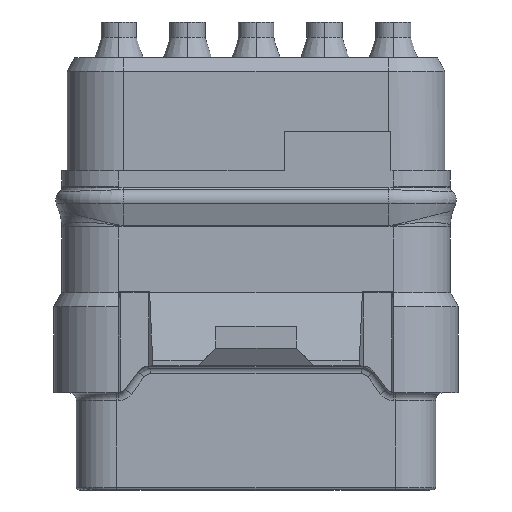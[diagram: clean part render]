
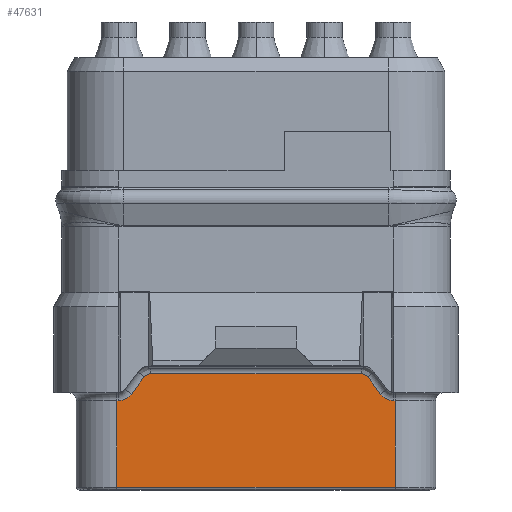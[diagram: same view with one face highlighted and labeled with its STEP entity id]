
A CAD part, front view. The second image highlights one B-rep face of the part: STEP entity #47631.
In plain terms, the highlighted planar face has unit normal (0, -1, 0).
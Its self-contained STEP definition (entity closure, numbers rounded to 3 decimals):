
#889=DIRECTION('',(-1.,0.,0.));
#890=VECTOR('',#889,0.06);
#891=CARTESIAN_POINT('',(-5.1,-5.81,-8.53));
#892=LINE('',#891,#890);
#903=CARTESIAN_POINT('',(-5.1,-5.81,-7.93));
#904=DIRECTION('',(0.,1.,0.));
#905=DIRECTION('',(0.8,0.,-0.6));
#906=AXIS2_PLACEMENT_3D('',#903,#904,#905);
#1537=CARTESIAN_POINT('',(5.1,-5.81,-7.93));
#1538=DIRECTION('',(0.,1.,0.));
#1539=DIRECTION('',(0.,0.,-1.));
#1540=AXIS2_PLACEMENT_3D('',#1537,#1538,#1539);
#1870=DIRECTION('',(0.,0.,-1.));
#1871=VECTOR('',#1870,3.21);
#1872=CARTESIAN_POINT('',(-5.16,-5.81,-8.53));
#1873=LINE('',#1872,#1871);
#1874=DIRECTION('',(0.,0.,-1.));
#1875=VECTOR('',#1874,3.21);
#1876=CARTESIAN_POINT('',(5.16,-5.81,-8.53));
#1877=LINE('',#1876,#1875);
#1887=DIRECTION('',(-0.6,0.,-0.8));
#1888=VECTOR('',#1887,0.8);
#1889=CARTESIAN_POINT('',(-4.14,-5.81,-7.65));
#1890=LINE('',#1889,#1888);
#1904=CARTESIAN_POINT('',(-3.9,-5.81,-7.83));
#1905=DIRECTION('',(0.,-1.,0.));
#1906=DIRECTION('',(0.,0.,1.));
#1907=AXIS2_PLACEMENT_3D('',#1904,#1905,#1906);
#1976=CARTESIAN_POINT('',(3.9,-5.81,-7.83));
#1977=DIRECTION('',(0.,-1.,0.));
#1978=DIRECTION('',(0.8,0.,0.6));
#1979=AXIS2_PLACEMENT_3D('',#1976,#1977,#1978);
#2042=DIRECTION('',(-1.,0.,0.));
#2043=VECTOR('',#2042,7.8);
#2044=CARTESIAN_POINT('',(3.9,-5.81,-7.53));
#2045=LINE('',#2044,#2043);
#2059=DIRECTION('',(-0.6,0.,0.8));
#2060=VECTOR('',#2059,0.8);
#2061=CARTESIAN_POINT('',(4.62,-5.81,-8.29));
#2062=LINE('',#2061,#2060);
#2068=DIRECTION('',(-1.,0.,0.));
#2069=VECTOR('',#2068,0.06);
#2070=CARTESIAN_POINT('',(5.16,-5.81,-8.53));
#2071=LINE('',#2070,#2069);
#4115=DIRECTION('',(-1.,0.,0.));
#4116=VECTOR('',#4115,10.32);
#4117=CARTESIAN_POINT('',(5.16,-5.81,-11.74));
#4118=LINE('',#4117,#4116);
#36304=CARTESIAN_POINT('',(5.16,-5.81,-11.74));
#36305=VERTEX_POINT('',#36304);
#36308=CARTESIAN_POINT('',(-5.16,-5.81,-11.74));
#36309=VERTEX_POINT('',#36308);
#36386=CARTESIAN_POINT('',(-5.16,-5.81,-8.53));
#36387=VERTEX_POINT('',#36386);
#36388=CARTESIAN_POINT('',(-5.1,-5.81,-8.53));
#36389=VERTEX_POINT('',#36388);
#36390=CARTESIAN_POINT('',(-4.62,-5.81,-8.29));
#36391=VERTEX_POINT('',#36390);
#36396=CARTESIAN_POINT('',(-4.14,-5.81,-7.65));
#36397=VERTEX_POINT('',#36396);
#36398=CARTESIAN_POINT('',(-3.9,-5.81,-7.53));
#36399=VERTEX_POINT('',#36398);
#36400=CARTESIAN_POINT('',(3.9,-5.81,-7.53));
#36401=VERTEX_POINT('',#36400);
#36402=CARTESIAN_POINT('',(4.14,-5.81,-7.65));
#36403=VERTEX_POINT('',#36402);
#36408=CARTESIAN_POINT('',(4.62,-5.81,-8.29));
#36409=VERTEX_POINT('',#36408);
#36410=CARTESIAN_POINT('',(5.1,-5.81,-8.53));
#36411=VERTEX_POINT('',#36410);
#36412=CARTESIAN_POINT('',(5.16,-5.81,-8.53));
#36413=VERTEX_POINT('',#36412);
#47604=CARTESIAN_POINT('',(5.16,-5.81,-8.23));
#47605=DIRECTION('',(0.,-1.,0.));
#47606=DIRECTION('',(-1.,0.,0.));
#47607=AXIS2_PLACEMENT_3D('',#47604,#47605,#47606);
#47608=PLANE('',#47607);
#47609=ORIENTED_EDGE('',*,*,#46053,.F.);
#47610=ORIENTED_EDGE('',*,*,#46071,.F.);
#47612=ORIENTED_EDGE('',*,*,#47611,.F.);
#47614=ORIENTED_EDGE('',*,*,#47613,.F.);
#47616=ORIENTED_EDGE('',*,*,#47615,.F.);
#47618=ORIENTED_EDGE('',*,*,#47617,.F.);
#47620=ORIENTED_EDGE('',*,*,#47619,.F.);
#47621=ORIENTED_EDGE('',*,*,#47144,.F.);
#47623=ORIENTED_EDGE('',*,*,#47622,.F.);
#47625=ORIENTED_EDGE('',*,*,#47624,.T.);
#47627=ORIENTED_EDGE('',*,*,#47626,.T.);
#47628=ORIENTED_EDGE('',*,*,#47596,.F.);
#47629=EDGE_LOOP('',(#47609,#47610,#47612,#47614,#47616,#47618,#47620,#47621,
#47623,#47625,#47627,#47628));
#47630=FACE_OUTER_BOUND('',#47629,.F.);
#47631=ADVANCED_FACE('',(#47630),#47608,.T.);
#907=CIRCLE('',#906,0.6);
#1541=CIRCLE('',#1540,0.6);
#1908=CIRCLE('',#1907,0.3);
#1980=CIRCLE('',#1979,0.3);
#46053=EDGE_CURVE('',#36389,#36387,#892,.T.);
#46071=EDGE_CURVE('',#36391,#36389,#907,.T.);
#47144=EDGE_CURVE('',#36411,#36409,#1541,.T.);
#47596=EDGE_CURVE('',#36387,#36309,#1873,.T.);
#47611=EDGE_CURVE('',#36397,#36391,#1890,.T.);
#47613=EDGE_CURVE('',#36399,#36397,#1908,.T.);
#47615=EDGE_CURVE('',#36401,#36399,#2045,.T.);
#47617=EDGE_CURVE('',#36403,#36401,#1980,.T.);
#47619=EDGE_CURVE('',#36409,#36403,#2062,.T.);
#47622=EDGE_CURVE('',#36413,#36411,#2071,.T.);
#47624=EDGE_CURVE('',#36413,#36305,#1877,.T.);
#47626=EDGE_CURVE('',#36305,#36309,#4118,.T.);
